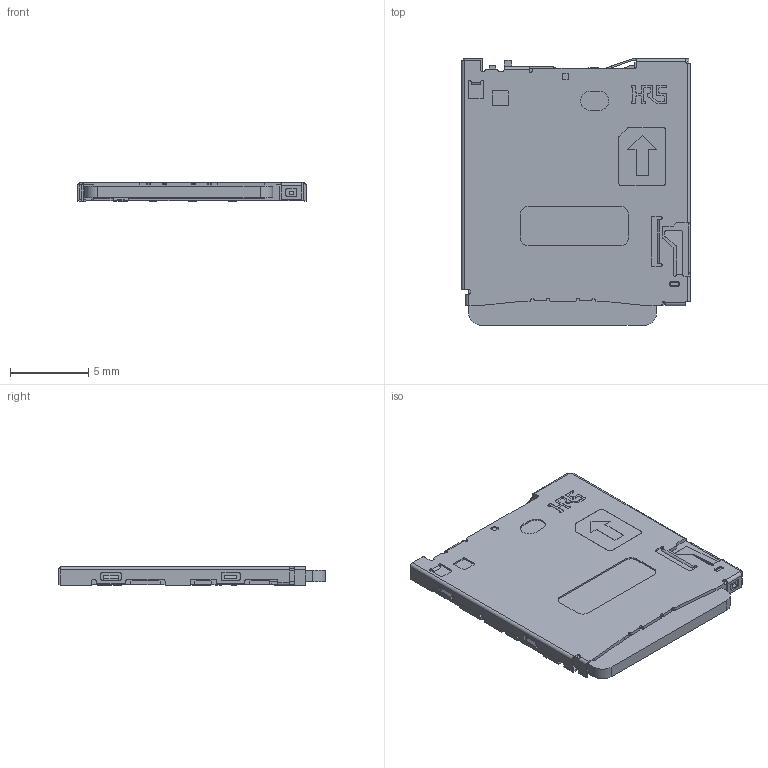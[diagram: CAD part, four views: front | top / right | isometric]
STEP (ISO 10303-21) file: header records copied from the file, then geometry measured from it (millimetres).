
FILE_DESCRIPTION(('FreeCAD Model'),'2;1');
FILE_NAME('KP10S_SF_PEJ_4800324012_3D.step', '2018-04-01T20:26:17',('kicad StepUp'),('ksu MCAD'), 'Open CASCADE STEP processor 6.8','FreeCAD','Unknown');
FILE_SCHEMA(('AUTOMOTIVE_DESIGN_CC2 { 1 2 10303 214 -1 1 5 4 }'));
Length unit declared in the file: millimetre
Products named in the file (1): KP10S_SF_PEJ_4800324012_3D
Bounding box: 14.6 x 17.05 x 1.18 mm (x, y, z)
Volume: 265.6 mm3; surface area: 574.8 mm2
Topology: 1 solids, 1 shells, 637 faces, 1778 edges, 1169 vertices
Faces by surface type: bspline 637
Entity records: 21365 total; most frequent: CARTESIAN_POINT 6781, ORIENTED_EDGE 3556, DIRECTION 2114, EDGE_CURVE 1778, LINE 1372, VECTOR 1372, VERTEX_POINT 1169, FACE_BOUND 669
